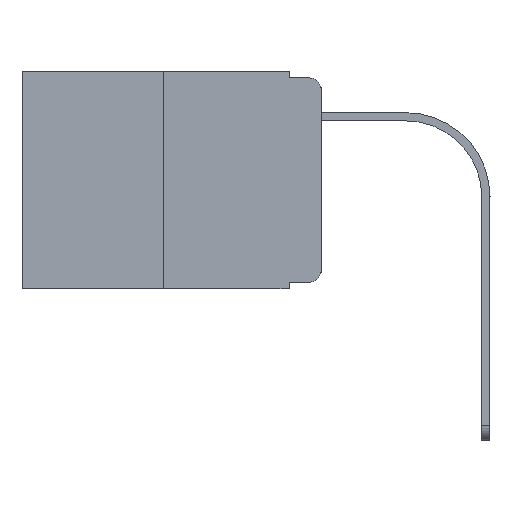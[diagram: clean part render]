
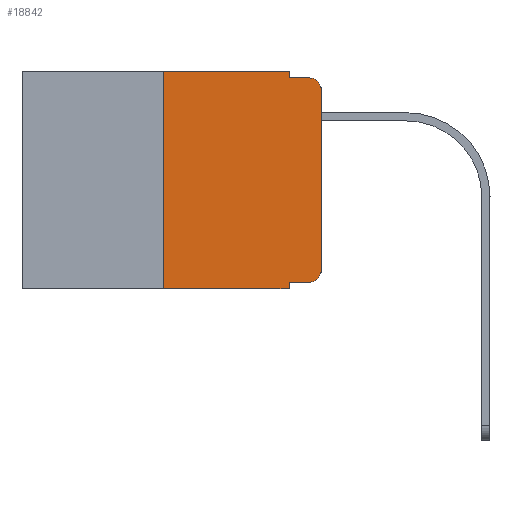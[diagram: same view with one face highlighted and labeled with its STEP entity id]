
A CAD part, left-side view. The second image highlights one B-rep face of the part: STEP entity #18842.
In plain terms, the highlighted planar face has unit normal (-1, 0, 0).
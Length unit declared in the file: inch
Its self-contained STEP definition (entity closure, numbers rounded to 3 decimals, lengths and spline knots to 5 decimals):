
#74 = EDGE_LOOP ( 'NONE', ( #19006, #16200, #212, #17793, #6026, #12552, #18983, #15814, #12122, #14318 ) ) ;
#198 = VERTEX_POINT ( 'NONE', #5891 ) ;
#212 = ORIENTED_EDGE ( 'NONE', *, *, #16536, .F. ) ;
#498 = CARTESIAN_POINT ( 'NONE',  ( 0., 0.051, -0.01 ) ) ;
#795 = EDGE_CURVE ( 'NONE', #15546, #19489, #1698, .T. ) ;
#1048 = EDGE_CURVE ( 'NONE', #8967, #198, #2486, .T. ) ;
#1275 = DIRECTION ( 'NONE',  ( 0., 0., -1. ) ) ;
#1698 = CIRCLE ( 'NONE', #17783, 0.02 ) ;
#2057 = CARTESIAN_POINT ( 'NONE',  ( 0., 0.051, 0. ) ) ;
#2071 = CARTESIAN_POINT ( 'NONE',  ( 0., 0.25, -0.343 ) ) ;
#2145 = CARTESIAN_POINT ( 'NONE',  ( 0., 0.051, -0.333 ) ) ;
#2209 = DIRECTION ( 'NONE',  ( 1., 0., 0. ) ) ;
#2274 = DIRECTION ( 'NONE',  ( 0., 0., -1. ) ) ;
#2285 = VERTEX_POINT ( 'NONE', #20091 ) ;
#2486 = LINE ( 'NONE', #16139, #17486 ) ;
#3384 = CARTESIAN_POINT ( 'NONE',  ( 0., 0.02, -0.333 ) ) ;
#3437 = EDGE_CURVE ( 'NONE', #2285, #14434, #17375, .T. ) ;
#3796 = VECTOR ( 'NONE', #13165, 39.37008 ) ;
#3999 = DIRECTION ( 'NONE',  ( 0., 0., 1. ) ) ;
#4401 = EDGE_CURVE ( 'NONE', #19489, #11981, #17550, .T. ) ;
#4500 = CARTESIAN_POINT ( 'NONE',  ( 0., 0.02, -0.03 ) ) ;
#4533 = AXIS2_PLACEMENT_3D ( 'NONE', #14152, #2209, #11964 ) ;
#4782 = CARTESIAN_POINT ( 'NONE',  ( 0., 0.25, 0. ) ) ;
#5231 = VERTEX_POINT ( 'NONE', #22123 ) ;
#5632 = CARTESIAN_POINT ( 'NONE',  ( 0., 0., -0.313 ) ) ;
#5697 = CARTESIAN_POINT ( 'NONE',  ( 0., 0.473, 0. ) ) ;
#5726 = CARTESIAN_POINT ( 'NONE',  ( 0., 0.02, -0.313 ) ) ;
#5778 = VECTOR ( 'NONE', #10936, 39.37008 ) ;
#5891 = CARTESIAN_POINT ( 'NONE',  ( 0., 0.051, -0.01 ) ) ;
#6026 = ORIENTED_EDGE ( 'NONE', *, *, #21820, .F. ) ;
#6174 = VERTEX_POINT ( 'NONE', #2071 ) ;
#7229 = EDGE_CURVE ( 'NONE', #6174, #14434, #7701, .T. ) ;
#7369 = DIRECTION ( 'NONE',  ( 0., -1., 0. ) ) ;
#7701 = LINE ( 'NONE', #17906, #5778 ) ;
#8386 = PLANE ( 'NONE',  #4533 ) ;
#8456 = EDGE_CURVE ( 'NONE', #2285, #15546, #20753, .T. ) ;
#8663 = VECTOR ( 'NONE', #7369, 39.37008 ) ;
#8967 = VERTEX_POINT ( 'NONE', #9030 ) ;
#9030 = CARTESIAN_POINT ( 'NONE',  ( 0., 0.051, 0. ) ) ;
#9715 = CARTESIAN_POINT ( 'NONE',  ( 0., 0.25, 0. ) ) ;
#9736 = EDGE_CURVE ( 'NONE', #6174, #10942, #20159, .T. ) ;
#9942 = AXIS2_PLACEMENT_3D ( 'NONE', #4500, #18498, #1275 ) ;
#10689 = VECTOR ( 'NONE', #12512, 39.37008 ) ;
#10749 = DIRECTION ( 'NONE',  ( -1., 0., 0. ) ) ;
#10936 = DIRECTION ( 'NONE',  ( 0., -1., 0. ) ) ;
#10942 = VERTEX_POINT ( 'NONE', #9715 ) ;
#11785 = CARTESIAN_POINT ( 'NONE',  ( 0., 0., -0.03 ) ) ;
#11964 = DIRECTION ( 'NONE',  ( 0., 0., -1. ) ) ;
#11981 = VERTEX_POINT ( 'NONE', #11785 ) ;
#12002 = VECTOR ( 'NONE', #2274, 39.37008 ) ;
#12122 = ORIENTED_EDGE ( 'NONE', *, *, #8456, .T. ) ;
#12278 = CARTESIAN_POINT ( 'NONE',  ( 0., 0., 0. ) ) ;
#12512 = DIRECTION ( 'NONE',  ( 0., -1., 0. ) ) ;
#12552 = ORIENTED_EDGE ( 'NONE', *, *, #9736, .F. ) ;
#13165 = DIRECTION ( 'NONE',  ( 0., 0., 1. ) ) ;
#13572 = VECTOR ( 'NONE', #3999, 39.37008 ) ;
#13661 = CARTESIAN_POINT ( 'NONE',  ( 0., 0.051, -0.343 ) ) ;
#14152 = CARTESIAN_POINT ( 'NONE',  ( 0., 0.473, 0. ) ) ;
#14318 = ORIENTED_EDGE ( 'NONE', *, *, #795, .T. ) ;
#14434 = VERTEX_POINT ( 'NONE', #13661 ) ;
#15546 = VERTEX_POINT ( 'NONE', #3384 ) ;
#15625 = DIRECTION ( 'NONE',  ( 0., -1., 0. ) ) ;
#15814 = ORIENTED_EDGE ( 'NONE', *, *, #3437, .F. ) ;
#15955 = LINE ( 'NONE', #498, #17376 ) ;
#16018 = CIRCLE ( 'NONE', #9942, 0.02 ) ;
#16133 = DIRECTION ( 'NONE',  ( 0., 0., -1. ) ) ;
#16139 = CARTESIAN_POINT ( 'NONE',  ( 0., 0.051, 0. ) ) ;
#16200 = ORIENTED_EDGE ( 'NONE', *, *, #18462, .T. ) ;
#16536 = EDGE_CURVE ( 'NONE', #198, #5231, #15955, .T. ) ;
#17375 = LINE ( 'NONE', #2057, #12002 ) ;
#17376 = VECTOR ( 'NONE', #15625, 39.37008 ) ;
#17486 = VECTOR ( 'NONE', #18268, 39.37008 ) ;
#17550 = LINE ( 'NONE', #12278, #13572 ) ;
#17783 = AXIS2_PLACEMENT_3D ( 'NONE', #5726, #10749, #16133 ) ;
#17793 = ORIENTED_EDGE ( 'NONE', *, *, #1048, .F. ) ;
#17906 = CARTESIAN_POINT ( 'NONE',  ( 0., 0.473, -0.343 ) ) ;
#18268 = DIRECTION ( 'NONE',  ( 0., 0., -1. ) ) ;
#18462 = EDGE_CURVE ( 'NONE', #11981, #5231, #16018, .T. ) ;
#18498 = DIRECTION ( 'NONE',  ( -1., 0., 0. ) ) ;
#18842 = ADVANCED_FACE ( 'NONE', ( #19203 ), #8386, .F. ) ;
#18983 = ORIENTED_EDGE ( 'NONE', *, *, #7229, .T. ) ;
#19006 = ORIENTED_EDGE ( 'NONE', *, *, #4401, .T. ) ;
#19203 = FACE_OUTER_BOUND ( 'NONE', #74, .T. ) ;
#19489 = VERTEX_POINT ( 'NONE', #5632 ) ;
#20091 = CARTESIAN_POINT ( 'NONE',  ( 0., 0.051, -0.333 ) ) ;
#20159 = LINE ( 'NONE', #4782, #3796 ) ;
#20753 = LINE ( 'NONE', #2145, #8663 ) ;
#21535 = LINE ( 'NONE', #5697, #10689 ) ;
#21820 = EDGE_CURVE ( 'NONE', #10942, #8967, #21535, .T. ) ;
#22123 = CARTESIAN_POINT ( 'NONE',  ( 0., 0.02, -0.01 ) ) ;
